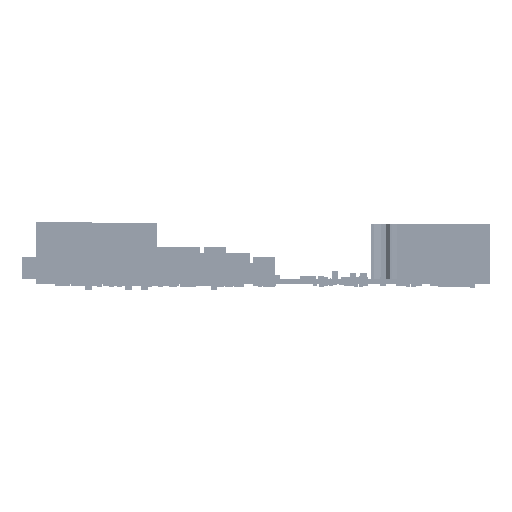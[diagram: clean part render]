
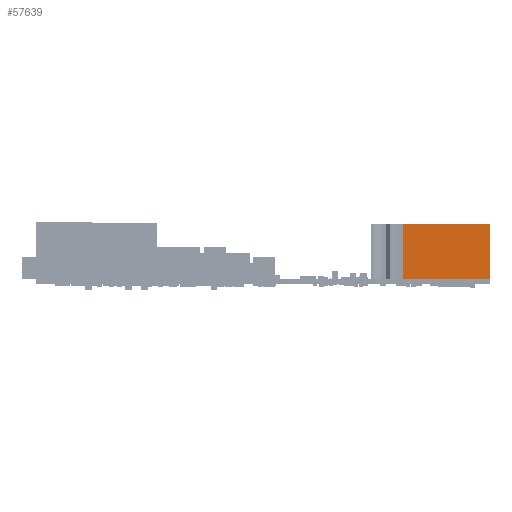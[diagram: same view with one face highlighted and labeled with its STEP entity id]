
A CAD part, left-side view. The second image highlights one B-rep face of the part: STEP entity #57639.
In plain terms, the highlighted planar face has unit normal (-1, 0, 0).
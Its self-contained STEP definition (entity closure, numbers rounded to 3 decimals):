
#34749=FACE_OUTER_BOUND($,#41166,.T.);
#41166=EDGE_LOOP($,(#75946,#75947,#75948,#75949));
#50457=AXIS2_PLACEMENT_3D($,#139983,#118025,$);
#54098=PLANE($,#50457);
#57639=ADVANCED_FACE($,(#34749),#54098,.T.);
#75946=ORIENTED_EDGE($,*,*,#88556,.T.);
#75947=ORIENTED_EDGE($,*,*,#88705,.T.);
#75948=ORIENTED_EDGE($,*,*,#88630,.F.);
#75949=ORIENTED_EDGE($,*,*,#88704,.F.);
#88556=EDGE_CURVE($,#110435,#110436,#100286,.T.);
#88630=EDGE_CURVE($,#110510,#110511,#100360,.T.);
#88704=EDGE_CURVE($,#110435,#110510,#100434,.T.);
#88705=EDGE_CURVE($,#110436,#110511,#100435,.T.);
#94427=VECTOR($,#117802,40.95);
#94501=VECTOR($,#117876,40.95);
#94575=VECTOR($,#117950,25.83);
#94576=VECTOR($,#117951,25.83);
#100286=LINE($,#139983,#94427);
#100360=LINE($,#140058,#94501);
#100434=LINE($,#139983,#94575);
#100435=LINE($,#139984,#94576);
#110435=VERTEX_POINT($,#139983);
#110436=VERTEX_POINT($,#139984);
#110510=VERTEX_POINT($,#140058);
#110511=VERTEX_POINT($,#140059);
#117802=DIRECTION($,(0.,1.,0.));
#117876=DIRECTION($,(0.,1.,0.));
#117950=DIRECTION($,(0.,0.,-1.));
#117951=DIRECTION($,(0.,0.,-1.));
#118025=DIRECTION($,(-1.,0.,0.));
#139983=CARTESIAN_POINT('',(-1.75,-46.6,25.83));
#139984=CARTESIAN_POINT('',(-1.75,-5.65,25.83));
#140058=CARTESIAN_POINT('',(-1.75,-46.6,0.));
#140059=CARTESIAN_POINT('',(-1.75,-5.65,0.));
